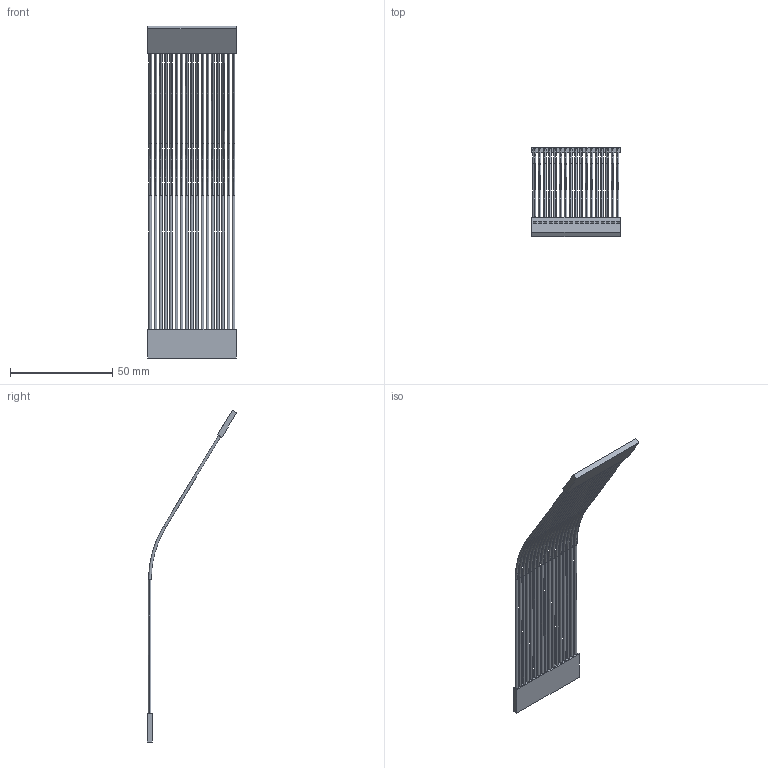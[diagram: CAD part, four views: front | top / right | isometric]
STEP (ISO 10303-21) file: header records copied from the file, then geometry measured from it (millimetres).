
FILE_DESCRIPTION (( 'STEP AP214' ), '1' );
FILE_NAME ('INGUN_115185.STEP', '2023-09-13T05:32:38', ( '' ), ( '' ), 'SwSTEP 2.0', 'SolidWorks 2021', '' );
FILE_SCHEMA (( 'AUTOMOTIVE_DESIGN' ));
Length unit declared in the file: millimetre
Products named in the file (1): INGUN_115185
Bounding box: 43.14 x 43.7 x 162.03 mm (x, y, z)
Volume: 5916.3 mm3; surface area: 14219.5 mm2
Topology: 1 solids, 1 shells, 403 faces, 1384 edges, 866 vertices
Faces by surface type: plane 301, cylinder 68, torus 34
Entity records: 17374 total; most frequent: ORIENTED_EDGE 2768, CARTESIAN_POINT 2654, DIRECTION 2532, EDGE_CURVE 1384, VECTOR 1044, LINE 1044, VERTEX_POINT 866, AXIS2_PLACEMENT_3D 744
